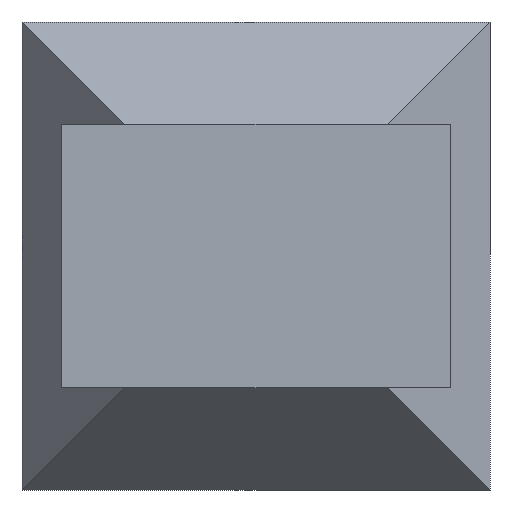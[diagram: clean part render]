
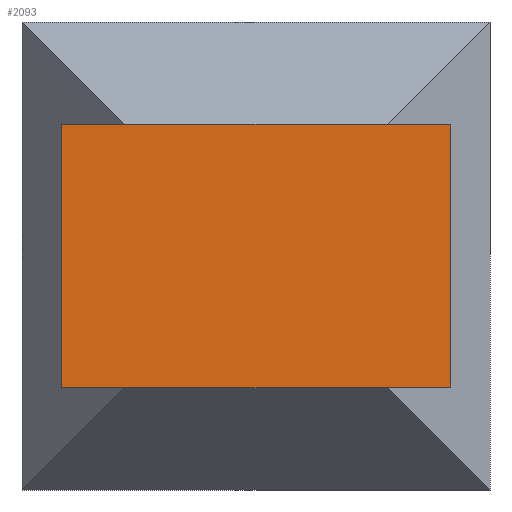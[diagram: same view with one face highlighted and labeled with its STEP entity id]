
A CAD part, front view. The second image highlights one B-rep face of the part: STEP entity #2093.
In plain terms, the highlighted planar face has unit normal (0, -1, 0).
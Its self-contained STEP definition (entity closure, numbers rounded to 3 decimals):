
#1888=DIRECTION('',(0.,0.,-1.));
#1889=VECTOR('',#1888,420.);
#1890=CARTESIAN_POINT('',(-310.,-32.5,210.));
#1891=LINE('',#1890,#1889);
#1896=DIRECTION('',(-1.,0.,0.));
#1897=VECTOR('',#1896,620.);
#1898=CARTESIAN_POINT('',(310.,-32.5,210.));
#1899=LINE('',#1898,#1897);
#1904=DIRECTION('',(0.,0.,1.));
#1905=VECTOR('',#1904,420.);
#1906=CARTESIAN_POINT('',(310.,-32.5,-210.));
#1907=LINE('',#1906,#1905);
#1912=DIRECTION('',(1.,0.,0.));
#1913=VECTOR('',#1912,620.);
#1914=CARTESIAN_POINT('',(-310.,-32.5,-210.));
#1915=LINE('',#1914,#1913);
#1984=CARTESIAN_POINT('',(-310.,-32.5,210.));
#1985=VERTEX_POINT('',#1984);
#1986=CARTESIAN_POINT('',(-310.,-32.5,-210.));
#1987=VERTEX_POINT('',#1986);
#1988=CARTESIAN_POINT('',(310.,-32.5,210.));
#1989=VERTEX_POINT('',#1988);
#1990=CARTESIAN_POINT('',(310.,-32.5,-210.));
#1991=VERTEX_POINT('',#1990);
#2082=CARTESIAN_POINT('',(0.,-32.5,0.));
#2083=DIRECTION('',(0.,1.,0.));
#2084=DIRECTION('',(1.,0.,0.));
#2085=AXIS2_PLACEMENT_3D('',#2082,#2083,#2084);
#2086=PLANE('',#2085);
#2087=ORIENTED_EDGE('',*,*,#2034,.F.);
#2088=ORIENTED_EDGE('',*,*,#2049,.F.);
#2089=ORIENTED_EDGE('',*,*,#2063,.F.);
#2090=ORIENTED_EDGE('',*,*,#2076,.F.);
#2091=EDGE_LOOP('',(#2087,#2088,#2089,#2090));
#2092=FACE_OUTER_BOUND('',#2091,.F.);
#2093=ADVANCED_FACE('',(#2092),#2086,.F.);
#2034=EDGE_CURVE('',#1985,#1987,#1891,.T.);
#2049=EDGE_CURVE('',#1989,#1985,#1899,.T.);
#2063=EDGE_CURVE('',#1991,#1989,#1907,.T.);
#2076=EDGE_CURVE('',#1987,#1991,#1915,.T.);
